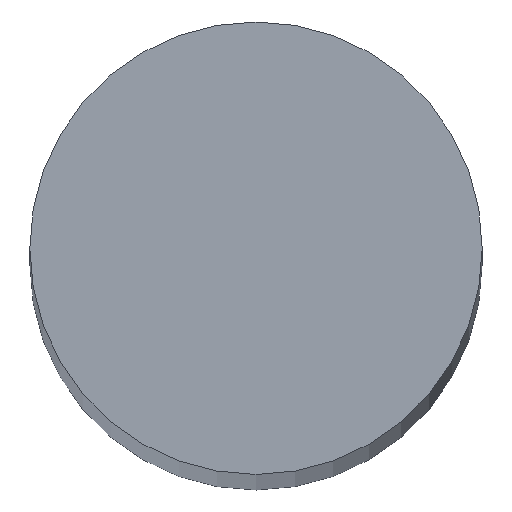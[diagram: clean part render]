
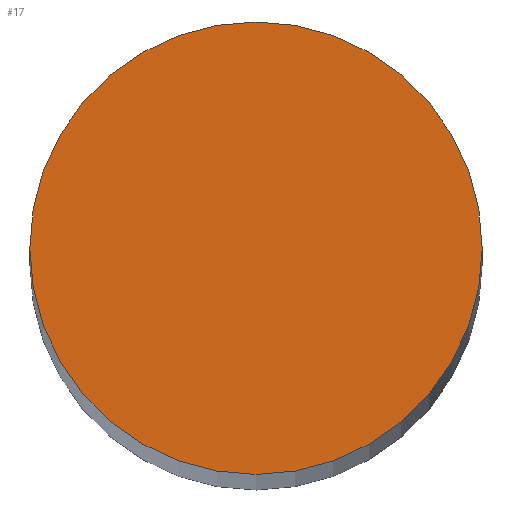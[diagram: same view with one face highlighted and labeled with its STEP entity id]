
A CAD part, top view. The second image highlights one B-rep face of the part: STEP entity #17.
In plain terms, the highlighted planar face has unit normal (0, 0, 1).
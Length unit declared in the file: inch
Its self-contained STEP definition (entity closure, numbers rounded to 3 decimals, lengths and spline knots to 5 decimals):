
#2 = EDGE_LOOP ( 'NONE', ( #21, #94 ) ) ;
#3 = CARTESIAN_POINT ( 'NONE',  ( 0., 0., 0. ) ) ;
#8 = DIRECTION ( 'NONE',  ( -1., 0., 0. ) ) ;
#14 = AXIS2_PLACEMENT_3D ( 'NONE', #64, #89, #105 ) ;
#17 = ADVANCED_FACE ( 'NONE', ( #63 ), #121, .T. ) ;
#18 = EDGE_CURVE ( 'NONE', #107, #135, #106, .T. ) ;
#21 = ORIENTED_EDGE ( 'NONE', *, *, #47, .F. ) ;
#24 = AXIS2_PLACEMENT_3D ( 'NONE', #80, #139, #8 ) ;
#29 = AXIS2_PLACEMENT_3D ( 'NONE', #3, #40, #95 ) ;
#38 = CARTESIAN_POINT ( 'NONE',  ( 0.5, 0., 0. ) ) ;
#40 = DIRECTION ( 'NONE',  ( 0., 0., -1. ) ) ;
#47 = EDGE_CURVE ( 'NONE', #135, #107, #131, .T. ) ;
#63 = FACE_OUTER_BOUND ( 'NONE', #2, .T. ) ;
#64 = CARTESIAN_POINT ( 'NONE',  ( 0., 0., 0. ) ) ;
#69 = CARTESIAN_POINT ( 'NONE',  ( -0.5, 0., 0. ) ) ;
#80 = CARTESIAN_POINT ( 'NONE',  ( 0., 0., 0. ) ) ;
#89 = DIRECTION ( 'NONE',  ( 0., 0., 1. ) ) ;
#94 = ORIENTED_EDGE ( 'NONE', *, *, #18, .F. ) ;
#95 = DIRECTION ( 'NONE',  ( -1., 0., 0. ) ) ;
#105 = DIRECTION ( 'NONE',  ( 1., 0., 0. ) ) ;
#106 = CIRCLE ( 'NONE', #24, 0.5 ) ;
#107 = VERTEX_POINT ( 'NONE', #38 ) ;
#121 = PLANE ( 'NONE',  #14 ) ;
#131 = CIRCLE ( 'NONE', #29, 0.5 ) ;
#135 = VERTEX_POINT ( 'NONE', #69 ) ;
#139 = DIRECTION ( 'NONE',  ( 0., 0., -1. ) ) ;
